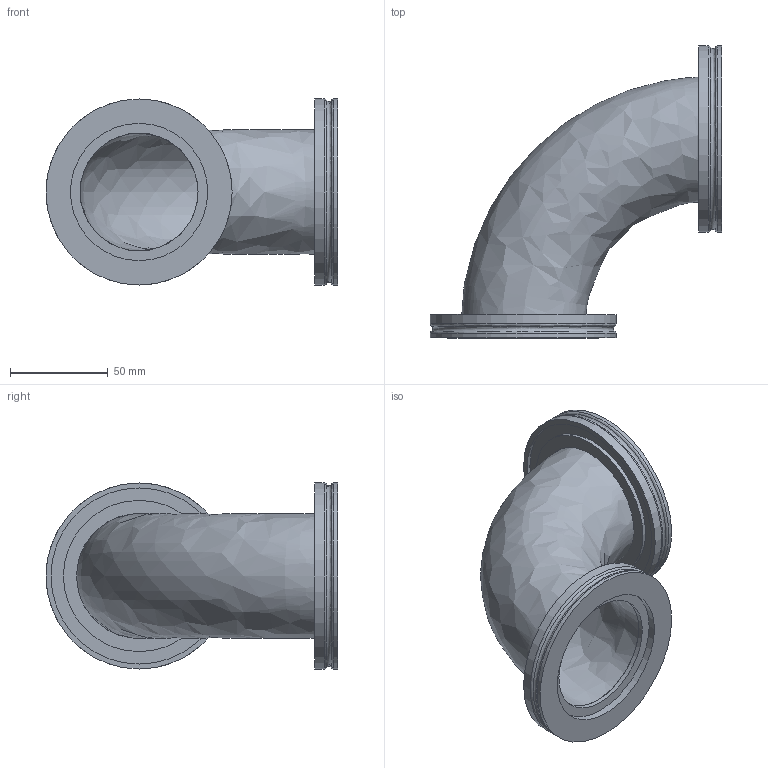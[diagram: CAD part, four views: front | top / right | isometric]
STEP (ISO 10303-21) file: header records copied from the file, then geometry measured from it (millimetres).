
FILE_DESCRIPTION (( 'STEP AP214' ), '1' );
FILE_NAME ('C901ISOK63 FULLVAC.STEP', '2019-10-04T14:26:05', ( '' ), ( '' ), 'SwSTEP 2.0', 'SolidWorks 2017', '' );
FILE_SCHEMA (( 'AUTOMOTIVE_DESIGN' ));
Length unit declared in the file: millimetre
Products named in the file (3): 1^C901ISOK63; 2^C901ISOK63; C901ISOK63 FULLVAC
Assembly tree (3 placements, depth 2):
  C901ISOK63 FULLVAC
    1^C901ISOK63
    2^C901ISOK63  x2
Bounding box: 149.05 x 149.05 x 95 mm (x, y, z)
Volume: 128455.8 mm3; surface area: 90676.9 mm2
Topology: 3 solids, 3 shells, 40 faces, 76 edges, 50 vertices
Faces by surface type: plane 14, cylinder 14, bspline 10, cone 2
Full cylindrical faces by diameter (mm): 60.2 x2, 63.8 x2, 70.1 x2, 77.2 x2, 89.9 x2, 95 x4
Entity records: 1428 total; most frequent: CARTESIAN_POINT 728, DIRECTION 78, EDGE_LOOP 44, ORIENTED_EDGE 44, AXIS2_PLACEMENT_3D 39, FACE_OUTER_BOUND 35, UNCERTAINTY_MEASURE_WITH_UNIT 29, SURFACE_SIDE_STYLE 26
